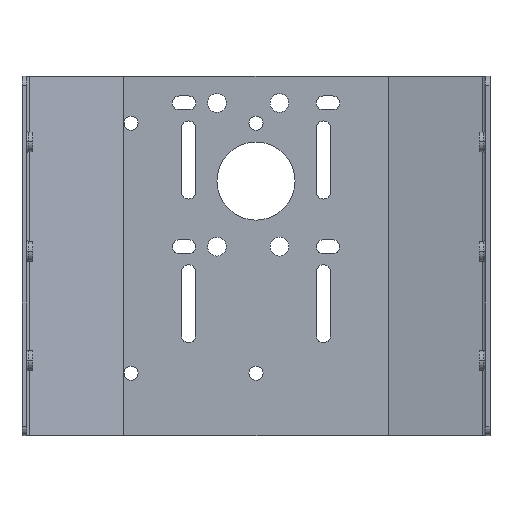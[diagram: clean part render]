
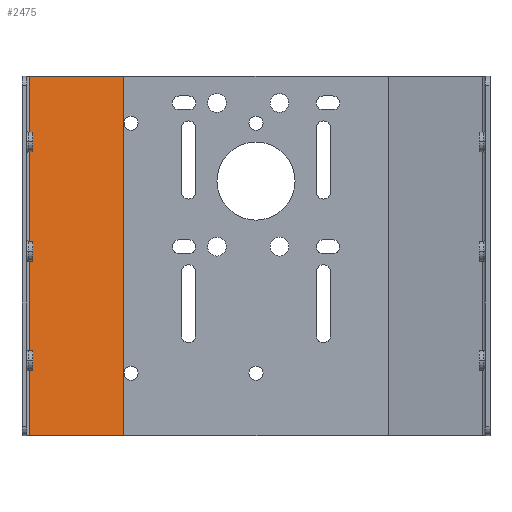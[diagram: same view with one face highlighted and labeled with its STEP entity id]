
A CAD part, top view. The second image highlights one B-rep face of the part: STEP entity #2475.
In plain terms, the highlighted planar face has unit normal (0.174, 0, 0.985).
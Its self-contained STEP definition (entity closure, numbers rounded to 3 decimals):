
#320=DIRECTION('',(-0.985,0.,0.174));
#321=VECTOR('',#320,30.584);
#322=CARTESIAN_POINT('',(-42.455,0.,1.515));
#323=LINE('',#322,#321);
#368=DIRECTION('',(-0.985,0.,0.174));
#369=VECTOR('',#368,30.584);
#370=CARTESIAN_POINT('',(-42.455,115.,1.515));
#371=LINE('',#370,#369);
#376=DIRECTION('',(0.,-1.,0.));
#377=VECTOR('',#376,115.);
#378=CARTESIAN_POINT('',(-42.455,115.,1.515));
#379=LINE('',#378,#377);
#380=DIRECTION('',(0.,-1.,0.));
#381=VECTOR('',#380,115.);
#382=CARTESIAN_POINT('',(-72.574,115.,6.826));
#383=LINE('',#382,#381);
#1698=CARTESIAN_POINT('',(-42.455,115.,1.515));
#1699=VERTEX_POINT('',#1698);
#1700=CARTESIAN_POINT('',(-42.455,0.,1.515));
#1701=VERTEX_POINT('',#1700);
#1710=CARTESIAN_POINT('',(-72.574,115.,6.826));
#1711=VERTEX_POINT('',#1710);
#1712=CARTESIAN_POINT('',(-72.574,0.,6.826));
#1713=VERTEX_POINT('',#1712);
#2462=CARTESIAN_POINT('',(-42.455,115.,1.515));
#2463=DIRECTION('',(0.174,0.,0.985));
#2464=DIRECTION('',(-0.985,0.,0.174));
#2465=AXIS2_PLACEMENT_3D('',#2462,#2463,#2464);
#2466=PLANE('',#2465);
#2468=ORIENTED_EDGE('',*,*,#2467,.F.);
#2469=ORIENTED_EDGE('',*,*,#2445,.F.);
#2471=ORIENTED_EDGE('',*,*,#2470,.T.);
#2472=ORIENTED_EDGE('',*,*,#2383,.T.);
#2473=EDGE_LOOP('',(#2468,#2469,#2471,#2472));
#2474=FACE_OUTER_BOUND('',#2473,.F.);
#2475=ADVANCED_FACE('',(#2474),#2466,.T.);
#2383=EDGE_CURVE('',#1701,#1713,#323,.T.);
#2445=EDGE_CURVE('',#1699,#1711,#371,.T.);
#2467=EDGE_CURVE('',#1711,#1713,#383,.T.);
#2470=EDGE_CURVE('',#1699,#1701,#379,.T.);
